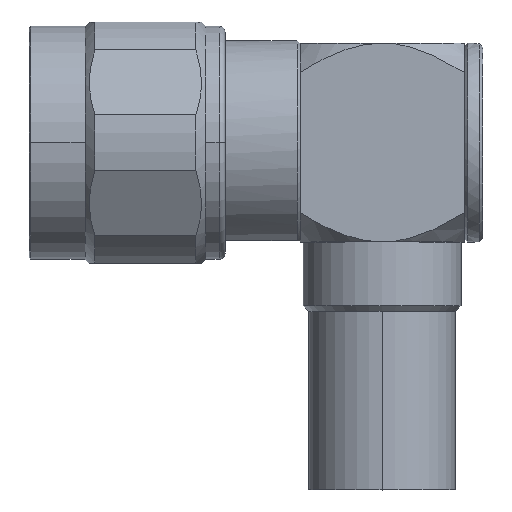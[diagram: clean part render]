
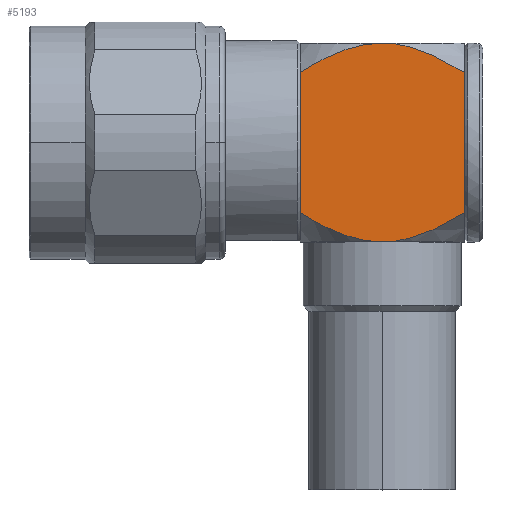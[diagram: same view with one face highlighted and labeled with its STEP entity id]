
A CAD part, top view. The second image highlights one B-rep face of the part: STEP entity #5193.
In plain terms, the highlighted planar face has unit normal (0, 0, 1).
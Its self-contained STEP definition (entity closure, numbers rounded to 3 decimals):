
#4635=CARTESIAN_POINT('',(11.32,-5.989,8.5));
#4668=CARTESIAN_POINT('',(11.32,5.989,8.5));
#4675=DIRECTION('',(0.,-1.,0.));
#4676=VECTOR('',#4675,11.977);
#4677=CARTESIAN_POINT('',(11.32,5.989,8.5));
#4678=LINE('',#4677,#4676);
#4695=CARTESIAN_POINT('',(25.32,-5.989,8.5));
#4697=DIRECTION('',(0.,-1.,0.));
#4698=VECTOR('',#4697,11.977);
#4699=CARTESIAN_POINT('',(25.32,5.989,8.5));
#4700=LINE('',#4699,#4698);
#4706=CARTESIAN_POINT('',(25.32,5.989,8.5));
#4733=CARTESIAN_POINT('',(25.32,-5.989,8.5));
#4734=CARTESIAN_POINT('',(24.904,-6.253,8.5));
#4735=CARTESIAN_POINT('',(24.102,-6.734,8.5));
#4736=CARTESIAN_POINT('',(23.003,-7.31,8.5));
#4737=CARTESIAN_POINT('',(21.987,-7.757,8.5));
#4738=CARTESIAN_POINT('',(21.033,-8.092,8.5));
#4739=CARTESIAN_POINT('',(20.114,-8.328,8.5));
#4740=CARTESIAN_POINT('',(19.213,-8.469,8.5));
#4741=CARTESIAN_POINT('',(18.617,-8.5,8.5));
#4742=CARTESIAN_POINT('',(18.32,-8.5,8.5));
#4744=CARTESIAN_POINT('',(18.32,-8.5,8.5));
#4745=CARTESIAN_POINT('',(17.974,-8.5,8.5));
#4746=CARTESIAN_POINT('',(17.278,-8.457,8.5));
#4747=CARTESIAN_POINT('',(16.225,-8.266,8.5));
#4748=CARTESIAN_POINT('',(15.141,-7.945,8.5));
#4749=CARTESIAN_POINT('',(13.995,-7.483,8.5));
#4750=CARTESIAN_POINT('',(12.738,-6.851,8.5));
#4751=CARTESIAN_POINT('',(11.807,-6.298,8.5));
#4752=CARTESIAN_POINT('',(11.32,-5.989,8.5));
#4754=CARTESIAN_POINT('',(18.32,8.5,8.5));
#4755=CARTESIAN_POINT('',(18.024,8.5,8.5));
#4756=CARTESIAN_POINT('',(17.429,8.469,8.5));
#4757=CARTESIAN_POINT('',(16.532,8.329,8.5));
#4758=CARTESIAN_POINT('',(15.616,8.095,8.5));
#4759=CARTESIAN_POINT('',(14.665,7.762,8.5));
#4760=CARTESIAN_POINT('',(13.654,7.318,8.5));
#4761=CARTESIAN_POINT('',(12.55,6.742,8.5));
#4762=CARTESIAN_POINT('',(11.741,6.256,8.5));
#4763=CARTESIAN_POINT('',(11.32,5.989,8.5));
#4765=CARTESIAN_POINT('',(25.32,5.989,8.5));
#4766=CARTESIAN_POINT('',(24.9,6.256,8.5));
#4767=CARTESIAN_POINT('',(24.093,6.74,8.5));
#4768=CARTESIAN_POINT('',(22.991,7.316,8.5));
#4769=CARTESIAN_POINT('',(21.978,7.761,8.5));
#4770=CARTESIAN_POINT('',(21.026,8.094,8.5));
#4771=CARTESIAN_POINT('',(20.109,8.329,8.5));
#4772=CARTESIAN_POINT('',(19.211,8.469,8.5));
#4773=CARTESIAN_POINT('',(18.616,8.5,8.5));
#4774=CARTESIAN_POINT('',(18.32,8.5,8.5));
#5073=VERTEX_POINT('',#4668);
#5080=VERTEX_POINT('',#4706);
#5081=VERTEX_POINT('',#4774);
#5091=VERTEX_POINT('',#4635);
#5098=VERTEX_POINT('',#4695);
#5099=VERTEX_POINT('',#4742);
#5176=CARTESIAN_POINT('',(11.32,8.5,8.5));
#5177=DIRECTION('',(0.,0.,1.));
#5178=DIRECTION('',(0.,-1.,0.));
#5179=AXIS2_PLACEMENT_3D('',#5176,#5177,#5178);
#5180=PLANE('',#5179);
#5182=ORIENTED_EDGE('',*,*,#5181,.T.);
#5184=ORIENTED_EDGE('',*,*,#5183,.T.);
#5185=ORIENTED_EDGE('',*,*,#5135,.F.);
#5187=ORIENTED_EDGE('',*,*,#5186,.F.);
#5189=ORIENTED_EDGE('',*,*,#5188,.F.);
#5190=ORIENTED_EDGE('',*,*,#5157,.T.);
#5191=EDGE_LOOP('',(#5182,#5184,#5185,#5187,#5189,#5190));
#5192=FACE_OUTER_BOUND('',#5191,.F.);
#4743=B_SPLINE_CURVE_WITH_KNOTS('',3,(#4733,#4734,#4735,#4736,#4737,#4738,#4739,
#4740,#4741,#4742),.UNSPECIFIED.,.F.,.F.,(4,1,1,1,1,1,1,4),(0.,
0.143,0.286,0.429,0.571,
0.714,0.857,1.),.UNSPECIFIED.);
#4753=B_SPLINE_CURVE_WITH_KNOTS('',3,(#4744,#4745,#4746,#4747,#4748,#4749,#4750,
#4751,#4752),.UNSPECIFIED.,.F.,.F.,(4,1,1,1,1,1,4),(0.,0.167,
0.333,0.5,0.667,0.833,1.),
.UNSPECIFIED.);
#4764=B_SPLINE_CURVE_WITH_KNOTS('',3,(#4754,#4755,#4756,#4757,#4758,#4759,#4760,
#4761,#4762,#4763),.UNSPECIFIED.,.F.,.F.,(4,1,1,1,1,1,1,4),(0.,
0.143,0.286,0.429,0.571,
0.714,0.857,1.),.UNSPECIFIED.);
#4775=B_SPLINE_CURVE_WITH_KNOTS('',3,(#4765,#4766,#4767,#4768,#4769,#4770,#4771,
#4772,#4773,#4774),.UNSPECIFIED.,.F.,.F.,(4,1,1,1,1,1,1,4),(0.,
0.143,0.286,0.429,0.571,
0.714,0.857,1.),.UNSPECIFIED.);
#5135=EDGE_CURVE('',#5073,#5091,#4678,.T.);
#5157=EDGE_CURVE('',#5080,#5098,#4700,.T.);
#5181=EDGE_CURVE('',#5098,#5099,#4743,.T.);
#5183=EDGE_CURVE('',#5099,#5091,#4753,.T.);
#5186=EDGE_CURVE('',#5081,#5073,#4764,.T.);
#5188=EDGE_CURVE('',#5080,#5081,#4775,.T.);
#5193=ADVANCED_FACE('',(#5192),#5180,.T.);
